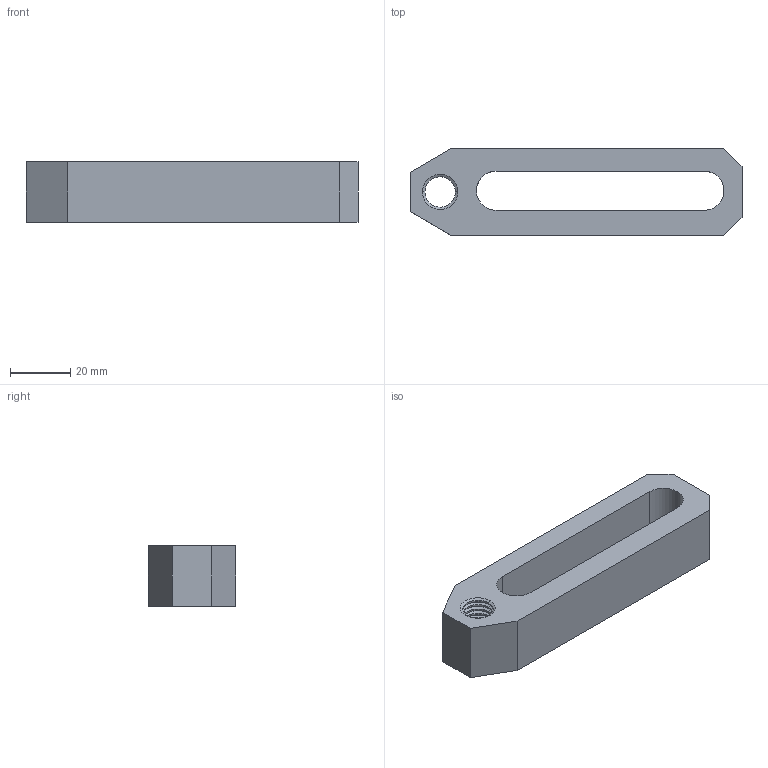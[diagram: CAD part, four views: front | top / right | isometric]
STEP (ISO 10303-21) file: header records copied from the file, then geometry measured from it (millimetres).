
FILE_DESCRIPTION(('STEP AP214'),'1');
FILE_NAME(' ',' ',('TraceParts'),('TraceParts S.A.'),'XStep 1.0',' ',' ');
FILE_SCHEMA(('automotive_design'));
Length unit declared in the file: millimetre
Products named in the file (1): 1
Bounding box: 110 x 29 x 20 mm (x, y, z)
Volume: 38442.6 mm3; surface area: 13670.4 mm2
Topology: 1 solids, 1 shells, 128 faces, 266 edges, 140 vertices
Faces by surface type: cone 46, torus 44, cylinder 26, plane 12
Entity records: 6424 total; most frequent: DIRECTION 688, STYLED_ITEM 535, PRESENTATION_STYLE_ASSIGNMENT 535, CARTESIAN_POINT 535, COLOUR_RGB 535, ORIENTED_EDGE 532, AXIS2_PLACEMENT_3D 293, EDGE_CURVE 266
